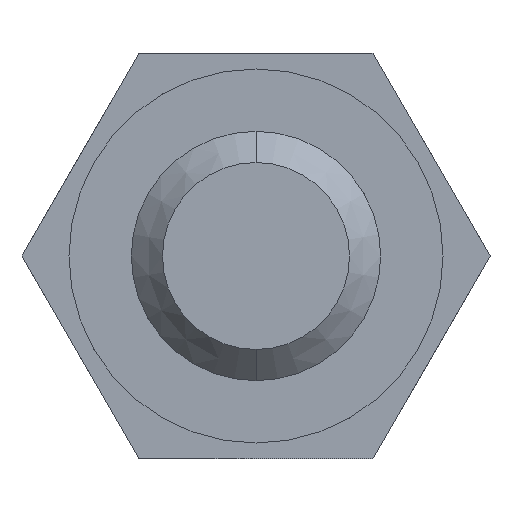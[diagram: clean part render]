
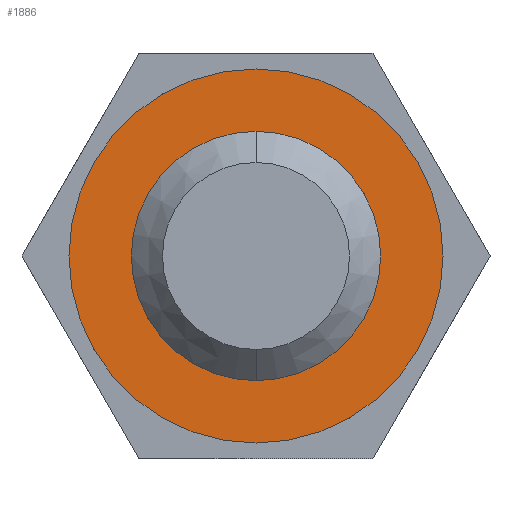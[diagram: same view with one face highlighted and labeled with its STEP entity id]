
A CAD part, front view. The second image highlights one B-rep face of the part: STEP entity #1886.
In plain terms, the highlighted planar face has unit normal (0, -1, 0).
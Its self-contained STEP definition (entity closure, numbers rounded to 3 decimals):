
#121 = AXIS2_PLACEMENT_3D ( 'NONE', #1819, #1828, #1832 ) ;
#144 = EDGE_CURVE ( 'NONE', #3809, #1612, #1778, .T. ) ;
#172 = EDGE_LOOP ( 'NONE', ( #3623, #3475 ) ) ;
#374 = FACE_OUTER_BOUND ( 'NONE', #172, .T. ) ;
#524 = EDGE_CURVE ( 'NONE', #1612, #3809, #1221, .T. ) ;
#631 = CARTESIAN_POINT ( 'NONE',  ( 0., -0.2, 4. ) ) ;
#936 = DIRECTION ( 'NONE',  ( 0., 0., -1. ) ) ;
#946 = DIRECTION ( 'NONE',  ( 0., -1., 0. ) ) ;
#957 = CARTESIAN_POINT ( 'NONE',  ( 0., -0.2, 0. ) ) ;
#1109 = CARTESIAN_POINT ( 'NONE',  ( 0., -0.2, -6. ) ) ;
#1143 = PLANE ( 'NONE',  #3866 ) ;
#1221 = CIRCLE ( 'NONE', #1809, 6. ) ;
#1230 = CARTESIAN_POINT ( 'NONE',  ( 0., -0.2, 0. ) ) ;
#1245 = DIRECTION ( 'NONE',  ( 0., -1., 0. ) ) ;
#1262 = DIRECTION ( 'NONE',  ( 0., 0., -1. ) ) ;
#1338 = AXIS2_PLACEMENT_3D ( 'NONE', #1230, #1245, #1262 ) ;
#1610 = VERTEX_POINT ( 'NONE', #631 ) ;
#1612 = VERTEX_POINT ( 'NONE', #4652 ) ;
#1705 = EDGE_LOOP ( 'NONE', ( #3469, #3582 ) ) ;
#1778 = CIRCLE ( 'NONE', #1338, 6. ) ;
#1809 = AXIS2_PLACEMENT_3D ( 'NONE', #4263, #4255, #4239 ) ;
#1819 = CARTESIAN_POINT ( 'NONE',  ( 0., -0.2, 0. ) ) ;
#1828 = DIRECTION ( 'NONE',  ( 0., -1., 0. ) ) ;
#1832 = DIRECTION ( 'NONE',  ( 0., 0., -1. ) ) ;
#1833 = AXIS2_PLACEMENT_3D ( 'NONE', #2172, #4647, #2531 ) ;
#1886 = ADVANCED_FACE ( 'NONE', ( #2610, #374 ), #1143, .T. ) ;
#2007 = CARTESIAN_POINT ( 'NONE',  ( 0., -0.2, -4. ) ) ;
#2169 = EDGE_CURVE ( 'NONE', #4624, #1610, #3517, .T. ) ;
#2172 = CARTESIAN_POINT ( 'NONE',  ( 0., -0.2, 0. ) ) ;
#2531 = DIRECTION ( 'NONE',  ( 0., 0., -1. ) ) ;
#2610 = FACE_BOUND ( 'NONE', #1705, .T. ) ;
#3380 = EDGE_CURVE ( 'NONE', #1610, #4624, #3803, .T. ) ;
#3469 = ORIENTED_EDGE ( 'NONE', *, *, #3380, .F. ) ;
#3475 = ORIENTED_EDGE ( 'NONE', *, *, #144, .T. ) ;
#3517 = CIRCLE ( 'NONE', #121, 4. ) ;
#3582 = ORIENTED_EDGE ( 'NONE', *, *, #2169, .F. ) ;
#3623 = ORIENTED_EDGE ( 'NONE', *, *, #524, .T. ) ;
#3803 = CIRCLE ( 'NONE', #1833, 4. ) ;
#3809 = VERTEX_POINT ( 'NONE', #1109 ) ;
#3866 = AXIS2_PLACEMENT_3D ( 'NONE', #957, #946, #936 ) ;
#4239 = DIRECTION ( 'NONE',  ( 0., 0., -1. ) ) ;
#4255 = DIRECTION ( 'NONE',  ( 0., -1., 0. ) ) ;
#4263 = CARTESIAN_POINT ( 'NONE',  ( 0., -0.2, 0. ) ) ;
#4624 = VERTEX_POINT ( 'NONE', #2007 ) ;
#4647 = DIRECTION ( 'NONE',  ( 0., -1., 0. ) ) ;
#4652 = CARTESIAN_POINT ( 'NONE',  ( 0., -0.2, 6. ) ) ;
